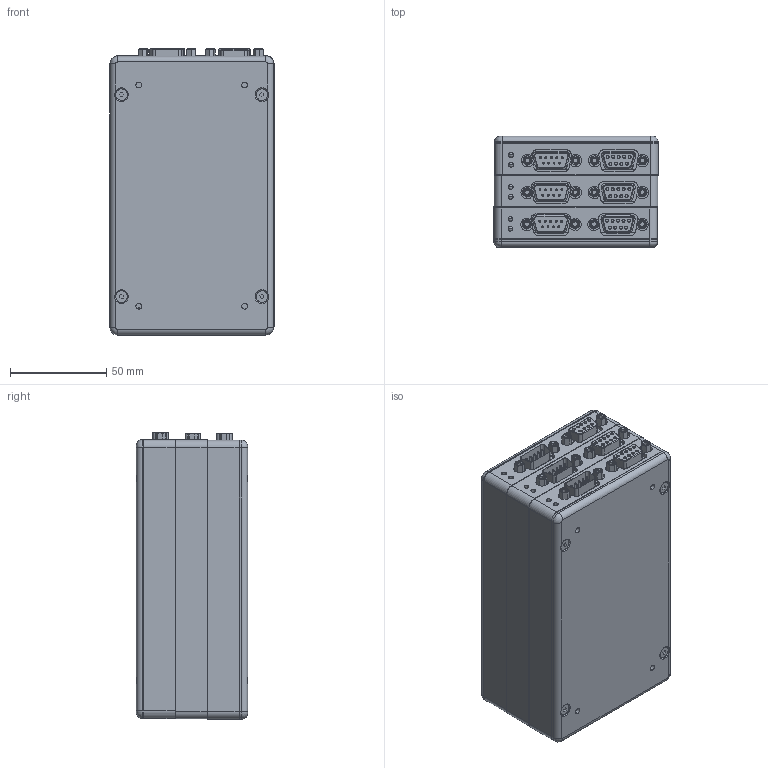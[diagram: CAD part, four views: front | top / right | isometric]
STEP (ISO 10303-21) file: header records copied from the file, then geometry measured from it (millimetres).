
FILE_DESCRIPTION (( 'STEP AP214' ), '1' );
FILE_NAME ('MMC-X00-03XX0.STEP', '2025-02-11T18:09:19', ( '' ), ( '' ), 'SwSTEP 2.0', 'SolidWorks 2023', '' );
FILE_SCHEMA (( 'AUTOMOTIVE_DESIGN' ));
Length unit declared in the file: millimetre
Products named in the file (20): LED 2H - WP130WCP; CUI-PJ-002B-SMT_PJ-002B-SMT; 430220-F Module 2U, Housing Frame; 430221-D Module 2U Cover Male; 430222-C Module 2U Cover Female; RJ-11 955012641; SCREW, SHCS-F, M-DIN_M3 x 0.5 x 14mm; 410014 PCB, Assembled, MMC-100_Bottom Board; D-sub 9 Female-SMT; D-sub 9 Male-SMT; MMC-100_Bottom Controller - Stack; SCREW, SHCS-F, M-DIN_M3 x 0.5 x 08mm; MMC-100_Intermediate Controllers - Stack; 130008 D-sub Standoff; MMC-X00-03XX0; MMC-100_Top Controller - Stack; CUI MD-80S_MD-80S; 410014 PCB, Assembled, MMC-100_Intermediate Board; PCB (MMC-100); USB mini
Assembly tree (47 placements, depth 4):
  MMC-X00-03XX0
    MMC-100_Bottom Controller - Stack
      430220-F Module 2U, Housing Frame
      430222-C Module 2U Cover Female
      SCREW, SHCS-F, M-DIN_M3 x 0.5 x 14mm  x4
      130008 D-sub Standoff  x4
      410014 PCB, Assembled, MMC-100_Bottom Board
        PCB (MMC-100)
        CUI MD-80S_MD-80S
        CUI-PJ-002B-SMT_PJ-002B-SMT
        RJ-11 955012641
        USB mini
        D-sub 9 Male-SMT
        D-sub 9 Female-SMT
        LED 2H - WP130WCP
    MMC-100_Intermediate Controllers - Stack
      430220-F Module 2U, Housing Frame
      130008 D-sub Standoff  x4
      410014 PCB, Assembled, MMC-100_Intermediate Board
        PCB (MMC-100)
        CUI MD-80S_MD-80S
        CUI-PJ-002B-SMT_PJ-002B-SMT
        RJ-11 955012641
        USB mini
        D-sub 9 Male-SMT
        D-sub 9 Female-SMT
        LED 2H - WP130WCP
    MMC-100_Top Controller - Stack
      430220-F Module 2U, Housing Frame
      430221-D Module 2U Cover Male
      SCREW, SHCS-F, M-DIN_M3 x 0.5 x 08mm  x4
      130008 D-sub Standoff  x4
      410014 PCB, Assembled, MMC-100_Intermediate Board
        PCB (MMC-100)
        CUI MD-80S_MD-80S
        CUI-PJ-002B-SMT_PJ-002B-SMT
        RJ-11 955012641
        USB mini
        D-sub 9 Male-SMT
        D-sub 9 Female-SMT
        LED 2H - WP130WCP
Bounding box: 85.3 x 57.8 x 148.8 mm (x, y, z)
Volume: 212880.8 mm3; surface area: 205526.2 mm2
Topology: 67 solids, 67 shells, 4461 faces, 11633 edges, 7486 vertices
Faces by surface type: plane 2581, cylinder 1403, cone 262, torus 125, sphere 72, bspline 18
Entity records: 47090 total; most frequent: CARTESIAN_POINT 8374, DIRECTION 8096, ORIENTED_EDGE 7790, EDGE_CURVE 3895, AXIS2_PLACEMENT_3D 2711, VECTOR 2674, LINE 2674, VERTEX_POINT 2515
